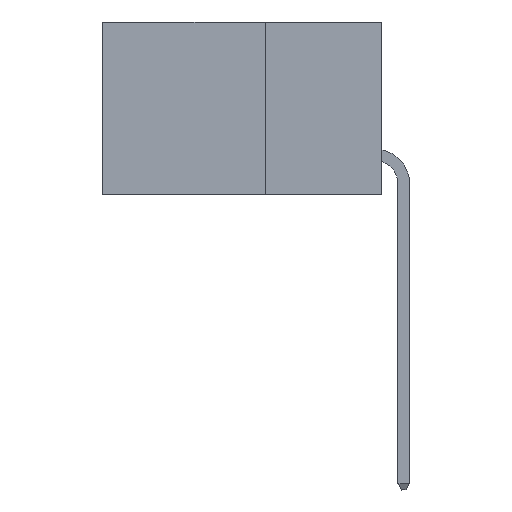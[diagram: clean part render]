
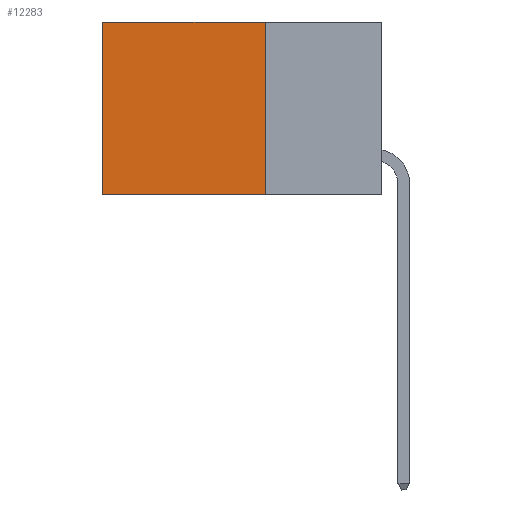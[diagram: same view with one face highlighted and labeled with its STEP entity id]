
A CAD part, left-side view. The second image highlights one B-rep face of the part: STEP entity #12283.
In plain terms, the highlighted planar face has unit normal (-1, 0, 0).
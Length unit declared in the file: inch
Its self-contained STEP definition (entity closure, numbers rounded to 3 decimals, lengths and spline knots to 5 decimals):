
#439 = CARTESIAN_POINT ( 'NONE',  ( 0.2875, 0.25, 0. ) ) ;
#842 = CARTESIAN_POINT ( 'NONE',  ( 0.2875, 0.25, 0. ) ) ;
#1009 = DIRECTION ( 'NONE',  ( 0., 0., -1. ) ) ;
#1269 = AXIS2_PLACEMENT_3D ( 'NONE', #7512, #19208, #1009 ) ;
#1405 = PLANE ( 'NONE',  #1269 ) ;
#1536 = VERTEX_POINT ( 'NONE', #17681 ) ;
#1755 = CARTESIAN_POINT ( 'NONE',  ( 0.2875, 0.6, 0. ) ) ;
#2367 = LINE ( 'NONE', #6879, #17208 ) ;
#2560 = ORIENTED_EDGE ( 'NONE', *, *, #14401, .T. ) ;
#2749 = EDGE_LOOP ( 'NONE', ( #9585, #3877, #5067, #2560 ) ) ;
#3674 = DIRECTION ( 'NONE',  ( 0., 1., 0. ) ) ;
#3877 = ORIENTED_EDGE ( 'NONE', *, *, #11246, .F. ) ;
#3944 = DIRECTION ( 'NONE',  ( 0., 1., 0. ) ) ;
#5067 = ORIENTED_EDGE ( 'NONE', *, *, #6022, .F. ) ;
#5849 = VERTEX_POINT ( 'NONE', #16797 ) ;
#6022 = EDGE_CURVE ( 'NONE', #6874, #1536, #9700, .T. ) ;
#6228 = VECTOR ( 'NONE', #16472, 39.37008 ) ;
#6874 = VERTEX_POINT ( 'NONE', #439 ) ;
#6879 = CARTESIAN_POINT ( 'NONE',  ( 0.2875, 0.25, -0.37 ) ) ;
#7083 = VECTOR ( 'NONE', #3944, 39.37008 ) ;
#7512 = CARTESIAN_POINT ( 'NONE',  ( 0.2875, 0.25, 0. ) ) ;
#8321 = VECTOR ( 'NONE', #15649, 39.37008 ) ;
#9564 = LINE ( 'NONE', #1755, #8321 ) ;
#9585 = ORIENTED_EDGE ( 'NONE', *, *, #10316, .T. ) ;
#9700 = LINE ( 'NONE', #15788, #6228 ) ;
#10316 = EDGE_CURVE ( 'NONE', #10860, #5849, #9564, .T. ) ;
#10860 = VERTEX_POINT ( 'NONE', #19378 ) ;
#11246 = EDGE_CURVE ( 'NONE', #1536, #5849, #2367, .T. ) ;
#11426 = LINE ( 'NONE', #842, #7083 ) ;
#12283 = ADVANCED_FACE ( 'NONE', ( #15099 ), #1405, .F. ) ;
#14401 = EDGE_CURVE ( 'NONE', #6874, #10860, #11426, .T. ) ;
#15099 = FACE_OUTER_BOUND ( 'NONE', #2749, .T. ) ;
#15649 = DIRECTION ( 'NONE',  ( 0., 0., -1. ) ) ;
#15788 = CARTESIAN_POINT ( 'NONE',  ( 0.2875, 0.25, 0. ) ) ;
#16472 = DIRECTION ( 'NONE',  ( 0., 0., -1. ) ) ;
#16797 = CARTESIAN_POINT ( 'NONE',  ( 0.2875, 0.6, -0.37 ) ) ;
#17208 = VECTOR ( 'NONE', #3674, 39.37008 ) ;
#17681 = CARTESIAN_POINT ( 'NONE',  ( 0.2875, 0.25, -0.37 ) ) ;
#19208 = DIRECTION ( 'NONE',  ( 1., 0., 0. ) ) ;
#19378 = CARTESIAN_POINT ( 'NONE',  ( 0.2875, 0.6, 0. ) ) ;
